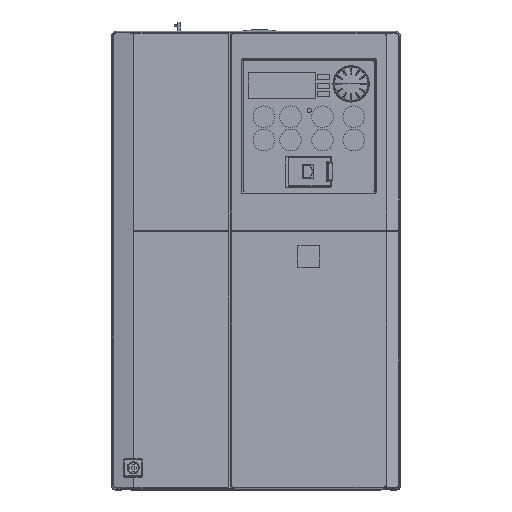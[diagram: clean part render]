
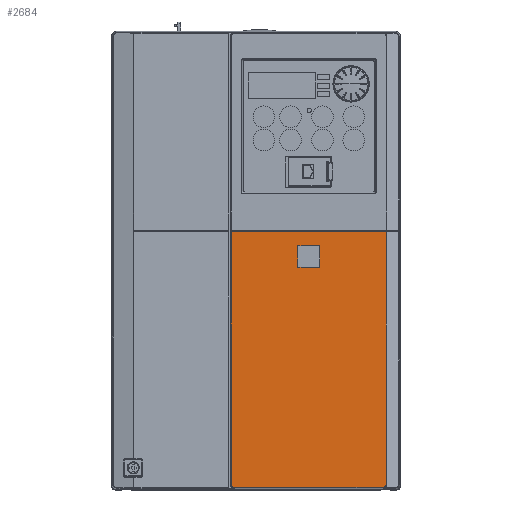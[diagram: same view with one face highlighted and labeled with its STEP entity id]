
A CAD part, top view. The second image highlights one B-rep face of the part: STEP entity #2684.
In plain terms, the highlighted planar face has unit normal (0, 0, 1).
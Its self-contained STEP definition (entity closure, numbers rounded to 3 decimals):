
#150 = VERTEX_POINT ( 'NONE', #68526 ) ;
#2250 = ORIENTED_EDGE ( 'NONE', *, *, #48333, .F. ) ;
#2636 = CARTESIAN_POINT ( 'NONE',  ( 74.863, -130.558, 6.1 ) ) ;
#2684 = ADVANCED_FACE ( 'NONE', ( #15228, #102614 ), #57919, .T. ) ;
#4745 = DIRECTION ( 'NONE',  ( 0., 0., 1. ) ) ;
#5378 = CARTESIAN_POINT ( 'NONE',  ( 75.21, -129.595, 6.1 ) ) ;
#5520 = CARTESIAN_POINT ( 'NONE',  ( 73.512, -131.22, 6.1 ) ) ;
#6291 = EDGE_CURVE ( 'NONE', #11314, #110365, #88645, .T. ) ;
#11314 = VERTEX_POINT ( 'NONE', #76161 ) ;
#11723 = CARTESIAN_POINT ( 'NONE',  ( -14.215, -129.522, 6.1 ) ) ;
#12901 = CARTESIAN_POINT ( 'NONE',  ( 36.75, 8.5, 6.1 ) ) ;
#13137 = CARTESIAN_POINT ( 'NONE',  ( 73.734, -131.21, 6.1 ) ) ;
#13793 = CARTESIAN_POINT ( 'NONE',  ( -14.162, -129.963, 6.1 ) ) ;
#15228 = FACE_BOUND ( 'NONE', #51198, .T. ) ;
#15903 = VERTEX_POINT ( 'NONE', #86647 ) ;
#16580 = VECTOR ( 'NONE', #66074, 1000. ) ;
#18156 = EDGE_CURVE ( 'NONE', #123441, #43826, #73223, .T. ) ;
#18284 = LINE ( 'NONE', #94524, #136768 ) ;
#20014 = VECTOR ( 'NONE', #58490, 1000. ) ;
#22699 = CARTESIAN_POINT ( 'NONE',  ( -12.518, -131.22, 6.1 ) ) ;
#23047 = VERTEX_POINT ( 'NONE', #79425 ) ;
#23478 = CARTESIAN_POINT ( 'NONE',  ( 75.21, -129.52, 6.1 ) ) ;
#23659 = CARTESIAN_POINT ( 'NONE',  ( 73.587, -131.22, 6.1 ) ) ;
#24319 = CARTESIAN_POINT ( 'NONE',  ( -14.215, -129.596, 6.1 ) ) ;
#24349 = CARTESIAN_POINT ( 'NONE',  ( 74.364, -130.996, 6.1 ) ) ;
#24481 = ORIENTED_EDGE ( 'NONE', *, *, #94798, .F. ) ;
#25003 = CARTESIAN_POINT ( 'NONE',  ( -13.869, -130.559, 6.1 ) ) ;
#25030 = CARTESIAN_POINT ( 'NONE',  ( 75.201, -129.743, 6.1 ) ) ;
#25680 = CARTESIAN_POINT ( 'NONE',  ( 24.25, -4., 6.1 ) ) ;
#25684 = CARTESIAN_POINT ( 'NONE',  ( -12.592, -131.22, 6.1 ) ) ;
#27279 = EDGE_CURVE ( 'NONE', #23047, #56300, #68299, .T. ) ;
#29790 = CARTESIAN_POINT ( 'NONE',  ( 24.25, 8.5, 6.1 ) ) ;
#30772 = CARTESIAN_POINT ( 'NONE',  ( 75.21, 16.5, 6.1 ) ) ;
#30879 = VECTOR ( 'NONE', #129200, 1000. ) ;
#34105 = CARTESIAN_POINT ( 'NONE',  ( -12.959, -131.166, 6.1 ) ) ;
#34125 = CARTESIAN_POINT ( 'NONE',  ( 75.21, -129.52, 6.1 ) ) ;
#36959 = DIRECTION ( 'NONE',  ( 0., 1., 0. ) ) ;
#41389 = VECTOR ( 'NONE', #69008, 1000. ) ;
#41396 = AXIS2_PLACEMENT_3D ( 'NONE', #134066, #4745, #123570 ) ;
#43826 = VERTEX_POINT ( 'NONE', #64906 ) ;
#43947 = CARTESIAN_POINT ( 'NONE',  ( -14.091, -130.174, 6.1 ) ) ;
#44630 = CARTESIAN_POINT ( 'NONE',  ( -14.206, -129.744, 6.1 ) ) ;
#45755 = EDGE_CURVE ( 'NONE', #43826, #56300, #117875, .T. ) ;
#46708 = CARTESIAN_POINT ( 'NONE',  ( 74.164, -131.095, 6.1 ) ) ;
#48333 = EDGE_CURVE ( 'NONE', #110365, #116959, #92202, .T. ) ;
#50002 = EDGE_CURVE ( 'NONE', #116959, #135520, #55578, .T. ) ;
#50743 = EDGE_CURVE ( 'NONE', #23047, #15903, #121431, .T. ) ;
#51052 = VECTOR ( 'NONE', #117800, 1000. ) ;
#51198 = EDGE_LOOP ( 'NONE', ( #2250, #107050, #24481, #74713 ) ) ;
#55578 = LINE ( 'NONE', #12901, #16580 ) ;
#55811 = CARTESIAN_POINT ( 'NONE',  ( 74.987, -130.373, 6.1 ) ) ;
#56300 = VERTEX_POINT ( 'NONE', #30772 ) ;
#57178 = EDGE_CURVE ( 'NONE', #150, #123441, #108000, .T. ) ;
#57880 = CARTESIAN_POINT ( 'NONE',  ( 73.512, -131.22, 6.1 ) ) ;
#57919 = PLANE ( 'NONE',  #41396 ) ;
#58490 = DIRECTION ( 'NONE',  ( 1., 0., 0. ) ) ;
#59395 = CARTESIAN_POINT ( 'NONE',  ( 36.75, 8.5, 6.1 ) ) ;
#64906 = CARTESIAN_POINT ( 'NONE',  ( 75.21, -129.52, 6.1 ) ) ;
#66074 = DIRECTION ( 'NONE',  ( -1., 0., 0. ) ) ;
#66302 = CARTESIAN_POINT ( 'NONE',  ( 74.716, -130.726, 6.1 ) ) ;
#66975 = CARTESIAN_POINT ( 'NONE',  ( -13.992, -130.374, 6.1 ) ) ;
#66995 = CARTESIAN_POINT ( 'NONE',  ( 75.086, -130.173, 6.1 ) ) ;
#68299 = LINE ( 'NONE', #71052, #20014 ) ;
#68322 = CARTESIAN_POINT ( 'NONE',  ( -14.215, 16.5, 6.1 ) ) ;
#68526 = CARTESIAN_POINT ( 'NONE',  ( -12.518, -131.22, 6.1 ) ) ;
#69008 = DIRECTION ( 'NONE',  ( 0., -1., 0. ) ) ;
#69142 = CARTESIAN_POINT ( 'NONE',  ( 36.75, -4., 6.1 ) ) ;
#71052 = CARTESIAN_POINT ( 'NONE',  ( -14.215, 16.5, 6.1 ) ) ;
#71321 = ORIENTED_EDGE ( 'NONE', *, *, #126099, .T. ) ;
#72532 = VECTOR ( 'NONE', #36959, 1000. ) ;
#72683 = ORIENTED_EDGE ( 'NONE', *, *, #18156, .T. ) ;
#73223 = B_SPLINE_CURVE_WITH_KNOTS ( 'NONE', 3,
 ( #57880, #23659, #13137, #90741, #46708, #24349, #122163, #66302, #2636, #55811, #66995, #76791, #25030, #5378, #34125 ),
 .UNSPECIFIED., .F., .F.,
 ( 4, 1, 1, 1, 1, 1, 1, 1, 1, 1, 1, 1, 4 ),
 ( 0., 0.083, 0.167, 0.25, 0.333, 0.417, 0.5, 0.583, 0.667, 0.75, 0.833, 0.917, 1. ),
 .UNSPECIFIED. ) ;
#74713 = ORIENTED_EDGE ( 'NONE', *, *, #50002, .F. ) ;
#75731 = ORIENTED_EDGE ( 'NONE', *, *, #45755, .T. ) ;
#76078 = CARTESIAN_POINT ( 'NONE',  ( -13.17, -131.095, 6.1 ) ) ;
#76161 = CARTESIAN_POINT ( 'NONE',  ( 24.25, -4., 6.1 ) ) ;
#76766 = CARTESIAN_POINT ( 'NONE',  ( -12.74, -131.21, 6.1 ) ) ;
#76791 = CARTESIAN_POINT ( 'NONE',  ( 75.157, -129.962, 6.1 ) ) ;
#79425 = CARTESIAN_POINT ( 'NONE',  ( -14.215, 16.5, 6.1 ) ) ;
#84037 = ORIENTED_EDGE ( 'NONE', *, *, #27279, .F. ) ;
#84511 = EDGE_LOOP ( 'NONE', ( #84037, #113135, #71321, #105491, #72683, #75731 ) ) ;
#86647 = CARTESIAN_POINT ( 'NONE',  ( -14.215, -129.522, 6.1 ) ) ;
#88645 = LINE ( 'NONE', #25680, #30879 ) ;
#90741 = CARTESIAN_POINT ( 'NONE',  ( 73.953, -131.166, 6.1 ) ) ;
#92202 = LINE ( 'NONE', #69142, #72532 ) ;
#94524 = CARTESIAN_POINT ( 'NONE',  ( 24.25, 8.5, 6.1 ) ) ;
#94798 = EDGE_CURVE ( 'NONE', #135520, #11314, #18284, .T. ) ;
#97089 = B_SPLINE_CURVE_WITH_KNOTS ( 'NONE', 3,
 ( #11723, #24319, #44630, #13793, #43947, #66975, #25003, #120086, #99137, #129877, #76078, #34105, #76766, #25684, #119405 ),
 .UNSPECIFIED., .F., .F.,
 ( 4, 1, 1, 1, 1, 1, 1, 1, 1, 1, 1, 1, 4 ),
 ( 0., 0.083, 0.167, 0.25, 0.333, 0.417, 0.5, 0.583, 0.667, 0.75, 0.833, 0.917, 1. ),
 .UNSPECIFIED. ) ;
#98985 = DIRECTION ( 'NONE',  ( 0., 1., 0. ) ) ;
#99137 = CARTESIAN_POINT ( 'NONE',  ( -13.554, -130.873, 6.1 ) ) ;
#102614 = FACE_OUTER_BOUND ( 'NONE', #84511, .T. ) ;
#105491 = ORIENTED_EDGE ( 'NONE', *, *, #57178, .T. ) ;
#107050 = ORIENTED_EDGE ( 'NONE', *, *, #6291, .F. ) ;
#108000 = LINE ( 'NONE', #22699, #51052 ) ;
#110365 = VERTEX_POINT ( 'NONE', #112437 ) ;
#112437 = CARTESIAN_POINT ( 'NONE',  ( 36.75, -4., 6.1 ) ) ;
#113135 = ORIENTED_EDGE ( 'NONE', *, *, #50743, .T. ) ;
#116151 = DIRECTION ( 'NONE',  ( 0., -1., 0. ) ) ;
#116724 = VECTOR ( 'NONE', #98985, 1000. ) ;
#116959 = VERTEX_POINT ( 'NONE', #59395 ) ;
#117800 = DIRECTION ( 'NONE',  ( 1., 0., 0. ) ) ;
#117875 = LINE ( 'NONE', #23478, #116724 ) ;
#119405 = CARTESIAN_POINT ( 'NONE',  ( -12.518, -131.22, 6.1 ) ) ;
#120086 = CARTESIAN_POINT ( 'NONE',  ( -13.722, -130.726, 6.1 ) ) ;
#121431 = LINE ( 'NONE', #68322, #41389 ) ;
#122163 = CARTESIAN_POINT ( 'NONE',  ( 74.549, -130.873, 6.1 ) ) ;
#123441 = VERTEX_POINT ( 'NONE', #5520 ) ;
#123570 = DIRECTION ( 'NONE',  ( 1., 0., 0. ) ) ;
#126099 = EDGE_CURVE ( 'NONE', #15903, #150, #97089, .T. ) ;
#129200 = DIRECTION ( 'NONE',  ( 1., 0., 0. ) ) ;
#129877 = CARTESIAN_POINT ( 'NONE',  ( -13.369, -130.996, 6.1 ) ) ;
#134066 = CARTESIAN_POINT ( 'NONE',  ( 0., 0., 6.1 ) ) ;
#135520 = VERTEX_POINT ( 'NONE', #29790 ) ;
#136768 = VECTOR ( 'NONE', #116151, 1000. ) ;
